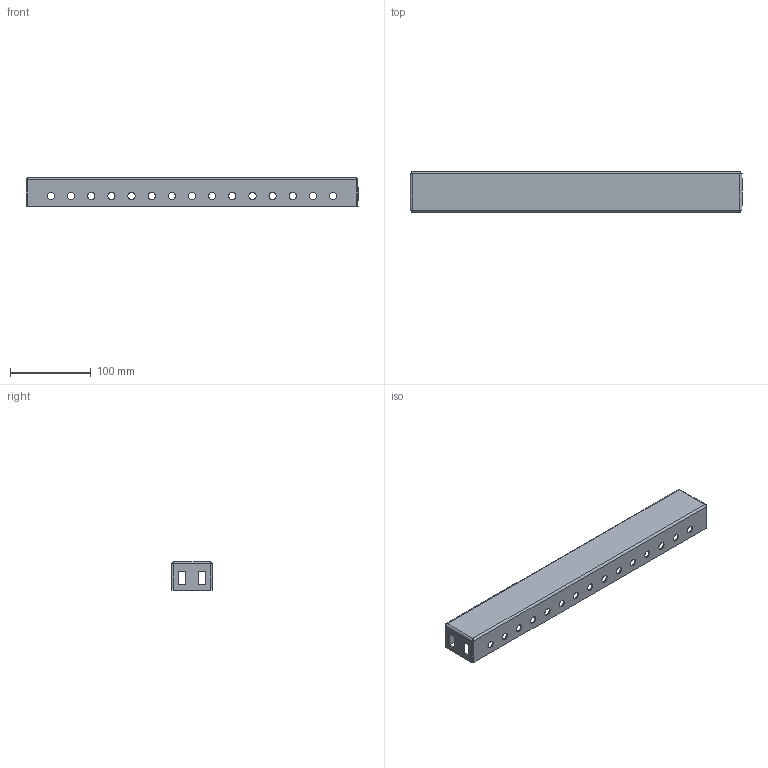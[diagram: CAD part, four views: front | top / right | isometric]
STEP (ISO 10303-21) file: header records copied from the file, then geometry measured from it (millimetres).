
FILE_DESCRIPTION (( 'STEP AP214' ), '1' );
FILE_NAME ('YKV-PP-412-450 Ïðîôèëü ïîïåðå÷íûé 412 äëÿ ÂÐÓ ÕÕÕÕõ450õÕÕÕ SMART.STEP', '2020-02-19T13:39:41', ( '' ), ( '' ), 'SwSTEP 2.0', 'SolidWorks 2017', '' );
FILE_SCHEMA (( 'AUTOMOTIVE_DESIGN' ));
Length unit declared in the file: millimetre
Products named in the file (1): YKV-PP-412-450 Ïðîôèëü ïîïåðå÷íûé 412 äëÿ ÂÐÓ ÕÕÕÕõ450õÕÕÕ SMART
Bounding box: 412 x 50 x 35 mm (x, y, z)
Volume: 71871.2 mm3; surface area: 99205 mm2
Topology: 1 solids, 1 shells, 114 faces, 304 edges, 192 vertices
Faces by surface type: cylinder 68, plane 38, bspline 8
Entity records: 3906 total; most frequent: CARTESIAN_POINT 875, DIRECTION 622, ORIENTED_EDGE 608, EDGE_CURVE 304, AXIS2_PLACEMENT_3D 227, VERTEX_POINT 192, EDGE_LOOP 182, VECTOR 168
